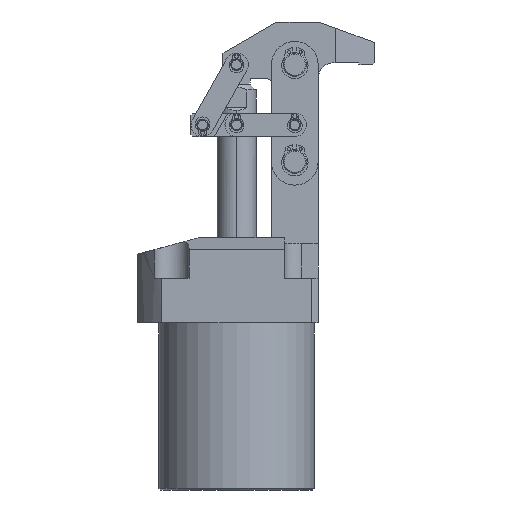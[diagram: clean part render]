
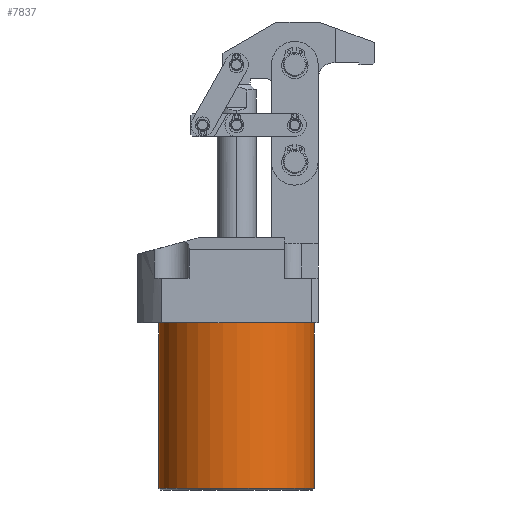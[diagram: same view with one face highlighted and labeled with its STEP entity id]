
A CAD part, front view. The second image highlights one B-rep face of the part: STEP entity #7837.
In plain terms, the highlighted cylindrical face has radius 40 mm (diameter 80 mm), a partial arc.
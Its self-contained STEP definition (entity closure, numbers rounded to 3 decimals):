
#1575 = LINE ( 'NONE', #4081, #1579 ) ;
#1579 = VECTOR ( 'NONE', #4090, 1000. ) ;
#1580 = LINE ( 'NONE', #4088, #1582 ) ;
#1582 = VECTOR ( 'NONE', #4078, 1000. ) ;
#1746 = CARTESIAN_POINT ( 'NONE',  ( 40., 0., 0. ) ) ;
#1779 = CARTESIAN_POINT ( 'NONE',  ( -40., 0., -85. ) ) ;
#1899 = CARTESIAN_POINT ( 'NONE',  ( -40., 0., 0. ) ) ;
#1916 = CARTESIAN_POINT ( 'NONE',  ( 40., 0., -85. ) ) ;
#2201 = DIRECTION ( 'NONE',  ( 1., 0., 0. ) ) ;
#2203 = DIRECTION ( 'NONE',  ( 0., 0., 1. ) ) ;
#2204 = CARTESIAN_POINT ( 'NONE',  ( 0., 0., -86. ) ) ;
#2343 = CYLINDRICAL_SURFACE ( 'NONE', #6565, 40. ) ;
#2348 = FACE_OUTER_BOUND ( 'NONE', #6979, .T. ) ;
#2953 = EDGE_CURVE ( 'NONE', #7512, #7667, #6931, .T. ) ;
#4078 = DIRECTION ( 'NONE',  ( 0., 0., 1. ) ) ;
#4081 = CARTESIAN_POINT ( 'NONE',  ( -40., 0., -86. ) ) ;
#4088 = CARTESIAN_POINT ( 'NONE',  ( 40., 0., -86. ) ) ;
#4090 = DIRECTION ( 'NONE',  ( 0., 0., 1. ) ) ;
#4410 = CARTESIAN_POINT ( 'NONE',  ( 0., 0., -85. ) ) ;
#4412 = DIRECTION ( 'NONE',  ( 0., 0., 1. ) ) ;
#4414 = DIRECTION ( 'NONE',  ( -1., 0., 0. ) ) ;
#4957 = EDGE_CURVE ( 'NONE', #7547, #7684, #6086, .T. ) ;
#6086 = CIRCLE ( 'NONE', #13793, 40. ) ;
#6565 = AXIS2_PLACEMENT_3D ( 'NONE', #2204, #2203, #2201 ) ;
#6931 = CIRCLE ( 'NONE', #13763, 40. ) ;
#6979 = EDGE_LOOP ( 'NONE', ( #9853, #9854, #9855, #9856 ) ) ;
#7512 = VERTEX_POINT ( 'NONE', #1746 ) ;
#7547 = VERTEX_POINT ( 'NONE', #1779 ) ;
#7667 = VERTEX_POINT ( 'NONE', #1899 ) ;
#7684 = VERTEX_POINT ( 'NONE', #1916 ) ;
#7837 = ADVANCED_FACE ( 'NONE', ( #2348 ), #2343, .T. ) ;
#9853 = ORIENTED_EDGE ( 'NONE', *, *, #13678, .F. ) ;
#9854 = ORIENTED_EDGE ( 'NONE', *, *, #4957, .T. ) ;
#9855 = ORIENTED_EDGE ( 'NONE', *, *, #13680, .T. ) ;
#9856 = ORIENTED_EDGE ( 'NONE', *, *, #2953, .T. ) ;
#13505 = CARTESIAN_POINT ( 'NONE',  ( 0., 0., 0. ) ) ;
#13506 = DIRECTION ( 'NONE',  ( 0., 0., -1. ) ) ;
#13507 = DIRECTION ( 'NONE',  ( 1., 0., 0. ) ) ;
#13678 = EDGE_CURVE ( 'NONE', #7547, #7667, #1575, .T. ) ;
#13680 = EDGE_CURVE ( 'NONE', #7684, #7512, #1580, .T. ) ;
#13763 = AXIS2_PLACEMENT_3D ( 'NONE', #13505, #13506, #13507 ) ;
#13793 = AXIS2_PLACEMENT_3D ( 'NONE', #4410, #4412, #4414 ) ;
